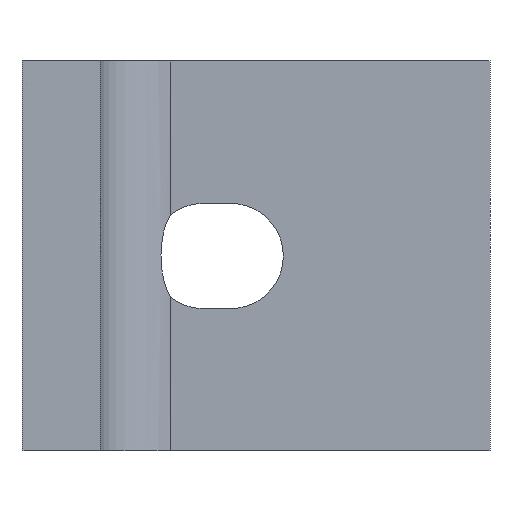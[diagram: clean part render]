
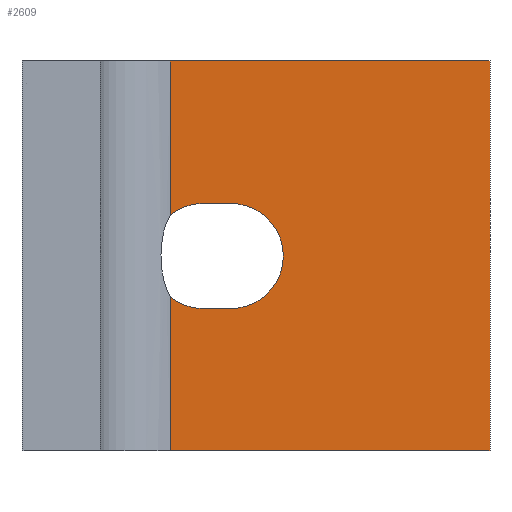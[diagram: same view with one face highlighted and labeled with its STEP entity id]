
A CAD part, front view. The second image highlights one B-rep face of the part: STEP entity #2609.
In plain terms, the highlighted planar face has unit normal (0, -1, 0).
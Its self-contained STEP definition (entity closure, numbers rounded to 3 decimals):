
#40 = VERTEX_POINT ( 'NONE', #1915 ) ;
#292 = EDGE_CURVE ( 'NONE', #4063, #3349, #3456, .T. ) ;
#297 = DIRECTION ( 'NONE',  ( 0., 0., -1. ) ) ;
#520 = CARTESIAN_POINT ( 'NONE',  ( -11., -10., 50. ) ) ;
#567 = ORIENTED_EDGE ( 'NONE', *, *, #2095, .T. ) ;
#592 = DIRECTION ( 'NONE',  ( 0., 0., -1. ) ) ;
#648 = ORIENTED_EDGE ( 'NONE', *, *, #2284, .T. ) ;
#671 = EDGE_CURVE ( 'NONE', #3706, #3762, #3169, .T. ) ;
#677 = LINE ( 'NONE', #2485, #728 ) ;
#690 = CARTESIAN_POINT ( 'NONE',  ( -11., -10., 50. ) ) ;
#728 = VECTOR ( 'NONE', #4050, 1000. ) ;
#821 = VECTOR ( 'NONE', #2067, 1000. ) ;
#832 = LINE ( 'NONE', #2129, #821 ) ;
#853 = LINE ( 'NONE', #2829, #878 ) ;
#878 = VECTOR ( 'NONE', #2148, 1000. ) ;
#1106 = ORIENTED_EDGE ( 'NONE', *, *, #671, .T. ) ;
#1110 = EDGE_CURVE ( 'NONE', #3762, #2871, #2996, .T. ) ;
#1112 = CARTESIAN_POINT ( 'NONE',  ( -6.75, -10., 25. ) ) ;
#1116 = DIRECTION ( 'NONE',  ( 0., 1., 0. ) ) ;
#1118 = DIRECTION ( 'NONE',  ( 0., 0., 1. ) ) ;
#1123 = VECTOR ( 'NONE', #1263, 1000. ) ;
#1139 = LINE ( 'NONE', #2168, #1123 ) ;
#1141 = CARTESIAN_POINT ( 'NONE',  ( -11., -10., 30.244 ) ) ;
#1147 = CARTESIAN_POINT ( 'NONE',  ( -3.25, -10., 31.75 ) ) ;
#1160 = AXIS2_PLACEMENT_3D ( 'NONE', #3140, #2793, #1592 ) ;
#1263 = DIRECTION ( 'NONE',  ( -1., 0., 0. ) ) ;
#1303 = VERTEX_POINT ( 'NONE', #3986 ) ;
#1346 = CARTESIAN_POINT ( 'NONE',  ( 30., -10., 18.25 ) ) ;
#1407 = VECTOR ( 'NONE', #1570, 1000. ) ;
#1445 = LINE ( 'NONE', #1346, #1407 ) ;
#1570 = DIRECTION ( 'NONE',  ( -1., 0., 0. ) ) ;
#1592 = DIRECTION ( 'NONE',  ( 0., 0., -1. ) ) ;
#1712 = ORIENTED_EDGE ( 'NONE', *, *, #4106, .T. ) ;
#1740 = CARTESIAN_POINT ( 'NONE',  ( -11., -10., 50. ) ) ;
#1789 = CARTESIAN_POINT ( 'NONE',  ( -11., -10., 19.756 ) ) ;
#1801 = VERTEX_POINT ( 'NONE', #1147 ) ;
#1816 = VECTOR ( 'NONE', #297, 1000. ) ;
#1884 = ORIENTED_EDGE ( 'NONE', *, *, #3913, .F. ) ;
#1894 = CARTESIAN_POINT ( 'NONE',  ( -6.75, -10., 18.25 ) ) ;
#1898 = CARTESIAN_POINT ( 'NONE',  ( -3.25, -10., 18.25 ) ) ;
#1914 = FACE_OUTER_BOUND ( 'NONE', #1992, .T. ) ;
#1915 = CARTESIAN_POINT ( 'NONE',  ( 30., -10., 50. ) ) ;
#1925 = AXIS2_PLACEMENT_3D ( 'NONE', #1112, #1116, #1118 ) ;
#1930 = AXIS2_PLACEMENT_3D ( 'NONE', #3320, #3318, #3317 ) ;
#1970 = AXIS2_PLACEMENT_3D ( 'NONE', #2563, #2507, #2549 ) ;
#1992 = EDGE_LOOP ( 'NONE', ( #2000, #1106, #4107, #4037, #1884, #3906, #648, #3322, #1712, #567 ) ) ;
#2000 = ORIENTED_EDGE ( 'NONE', *, *, #3192, .T. ) ;
#2067 = DIRECTION ( 'NONE',  ( 0., 0., -1. ) ) ;
#2095 = EDGE_CURVE ( 'NONE', #1801, #3580, #2436, .T. ) ;
#2129 = CARTESIAN_POINT ( 'NONE',  ( 30., -10., 50. ) ) ;
#2148 = DIRECTION ( 'NONE',  ( -1., 0., 0. ) ) ;
#2168 = CARTESIAN_POINT ( 'NONE',  ( 30., -10., 0. ) ) ;
#2284 = EDGE_CURVE ( 'NONE', #3599, #4063, #2286, .T. ) ;
#2286 = LINE ( 'NONE', #690, #1816 ) ;
#2436 = CIRCLE ( 'NONE', #1930, 6.75 ) ;
#2485 = CARTESIAN_POINT ( 'NONE',  ( 30., -10., 31.75 ) ) ;
#2507 = DIRECTION ( 'NONE',  ( 0., 1., 0. ) ) ;
#2549 = DIRECTION ( 'NONE',  ( 0., 0., 1. ) ) ;
#2563 = CARTESIAN_POINT ( 'NONE',  ( -6.75, -10., 25. ) ) ;
#2600 = CARTESIAN_POINT ( 'NONE',  ( -11., -10., 0. ) ) ;
#2609 = ADVANCED_FACE ( 'NONE', ( #1914 ), #2958, .T. ) ;
#2793 = DIRECTION ( 'NONE',  ( 0., -1., 0. ) ) ;
#2829 = CARTESIAN_POINT ( 'NONE',  ( 30., -10., 50. ) ) ;
#2871 = VERTEX_POINT ( 'NONE', #2600 ) ;
#2958 = PLANE ( 'NONE',  #1160 ) ;
#2965 = VECTOR ( 'NONE', #592, 1000. ) ;
#2996 = LINE ( 'NONE', #520, #2965 ) ;
#3140 = CARTESIAN_POINT ( 'NONE',  ( 30., -10., 50. ) ) ;
#3169 = CIRCLE ( 'NONE', #1925, 6.75 ) ;
#3192 = EDGE_CURVE ( 'NONE', #3580, #3706, #1445, .T. ) ;
#3317 = DIRECTION ( 'NONE',  ( 0., 0., 1. ) ) ;
#3318 = DIRECTION ( 'NONE',  ( 0., 1., 0. ) ) ;
#3320 = CARTESIAN_POINT ( 'NONE',  ( -3.25, -10., 25. ) ) ;
#3322 = ORIENTED_EDGE ( 'NONE', *, *, #292, .T. ) ;
#3349 = VERTEX_POINT ( 'NONE', #3639 ) ;
#3456 = CIRCLE ( 'NONE', #1970, 6.75 ) ;
#3580 = VERTEX_POINT ( 'NONE', #1898 ) ;
#3599 = VERTEX_POINT ( 'NONE', #1740 ) ;
#3626 = EDGE_CURVE ( 'NONE', #1303, #2871, #1139, .T. ) ;
#3639 = CARTESIAN_POINT ( 'NONE',  ( -6.75, -10., 31.75 ) ) ;
#3706 = VERTEX_POINT ( 'NONE', #1894 ) ;
#3762 = VERTEX_POINT ( 'NONE', #1789 ) ;
#3867 = EDGE_CURVE ( 'NONE', #40, #3599, #853, .T. ) ;
#3906 = ORIENTED_EDGE ( 'NONE', *, *, #3867, .T. ) ;
#3913 = EDGE_CURVE ( 'NONE', #40, #1303, #832, .T. ) ;
#3986 = CARTESIAN_POINT ( 'NONE',  ( 30., -10., 0. ) ) ;
#4037 = ORIENTED_EDGE ( 'NONE', *, *, #3626, .F. ) ;
#4050 = DIRECTION ( 'NONE',  ( 1., 0., 0. ) ) ;
#4063 = VERTEX_POINT ( 'NONE', #1141 ) ;
#4106 = EDGE_CURVE ( 'NONE', #3349, #1801, #677, .T. ) ;
#4107 = ORIENTED_EDGE ( 'NONE', *, *, #1110, .T. ) ;
